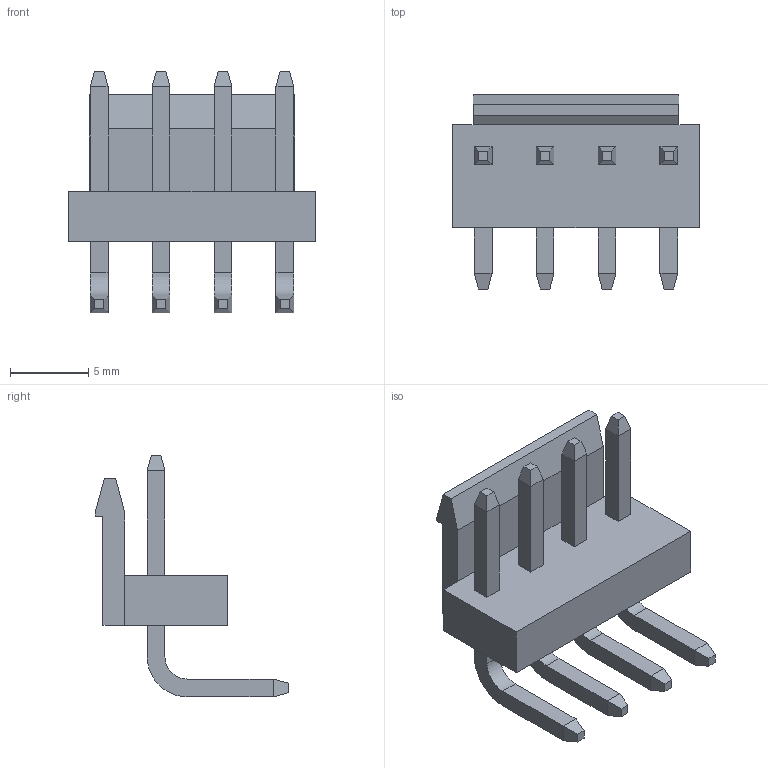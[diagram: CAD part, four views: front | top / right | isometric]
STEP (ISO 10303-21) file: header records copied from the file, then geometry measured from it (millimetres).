
FILE_DESCRIPTION (( 'STEP AP214' ), '1' );
FILE_NAME ('User Library-B4PS-VH.STEP', '2021-11-05T12:44:20', ( '' ), ( '' ), 'SwSTEP 2.0', 'SolidWorks 2021', '' );
FILE_SCHEMA (( 'AUTOMOTIVE_DESIGN' ));
Length unit declared in the file: millimetre
Products named in the file (3): User Library-B2P-VH_PinVH_R; User Library-B4P-VH_B4P-body white; User Library-B4PS-VH
Assembly tree (5 placements, depth 2):
  User Library-B4PS-VH
    User Library-B2P-VH_PinVH_R  x4
    User Library-B4P-VH_B4P-body white
Bounding box: 15.78 x 12.4 x 15.47 mm (x, y, z)
Volume: 601.7 mm3; surface area: 1032 mm2
Topology: 5 solids, 5 shells, 104 faces, 248 edges, 154 vertices
Faces by surface type: plane 96, cylinder 8
Entity records: 2176 total; most frequent: CARTESIAN_POINT 268, ORIENTED_EDGE 256, DIRECTION 248, EDGE_CURVE 128, LINE 124, VECTOR 124, VERTEX_POINT 82, AXIS2_PLACEMENT_3D 62
